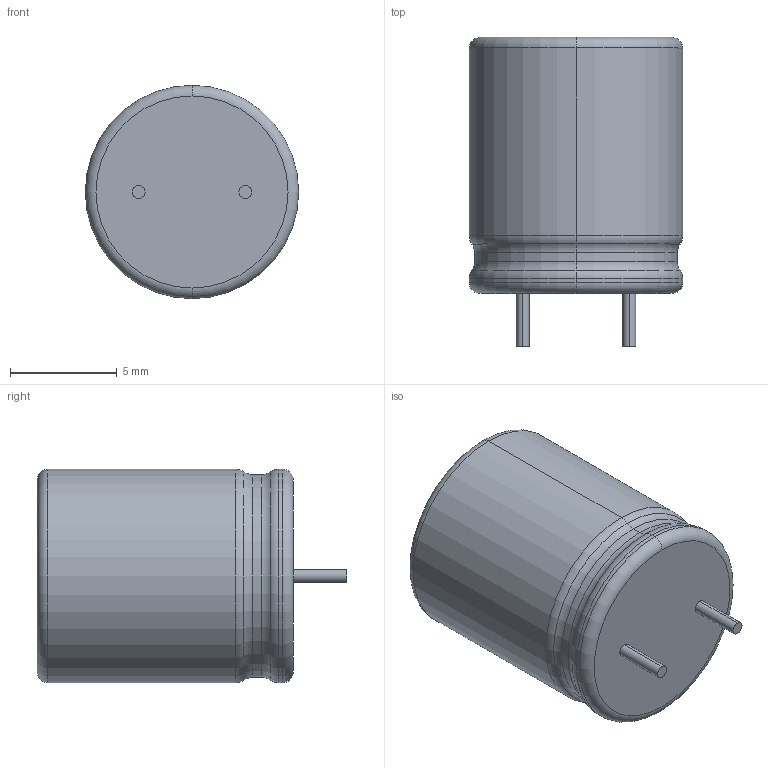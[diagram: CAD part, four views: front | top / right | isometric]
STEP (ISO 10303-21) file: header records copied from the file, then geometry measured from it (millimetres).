
FILE_DESCRIPTION (( 'STEP AP214' ), '1' );
FILE_NAME ('CircuitWorks-ELECTROLITIC CAPACITOR RADIAL 10X12.STEP', '2018-12-18T06:02:35', ( '' ), ( '' ), 'SwSTEP 2.0', 'SolidWorks 2018', '' );
FILE_SCHEMA (( 'AUTOMOTIVE_DESIGN' ));
Length unit declared in the file: millimetre
Products named in the file (1): CircuitWorks-ELECTROLITIC CAPACITOR RADIAL 10X12
Bounding box: 10 x 14.5 x 10 mm (x, y, z)
Volume: 927.1 mm3; surface area: 535 mm2
Topology: 1 solids, 1 shells, 39 faces, 83 edges, 50 vertices
Faces by surface type: plane 15, cylinder 12, torus 12
Entity records: 1307 total; most frequent: DIRECTION 207, CARTESIAN_POINT 173, ORIENTED_EDGE 166, AXIS2_PLACEMENT_3D 84, EDGE_CURVE 83, VERTEX_POINT 50, CIRCLE 44, EDGE_LOOP 43
